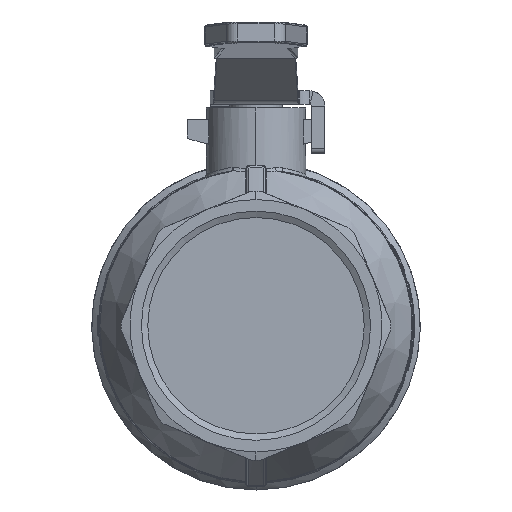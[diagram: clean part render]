
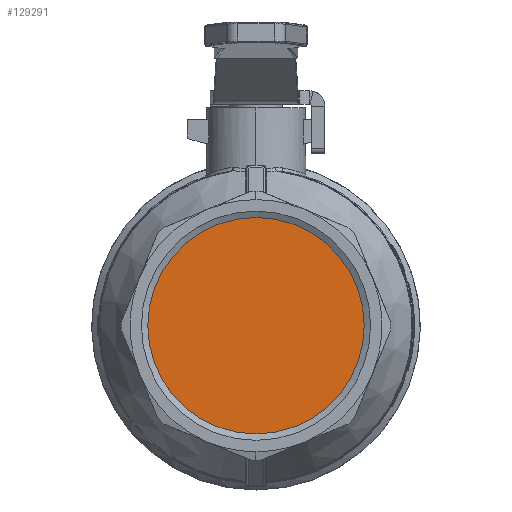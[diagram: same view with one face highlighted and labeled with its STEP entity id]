
A CAD part, left-side view. The second image highlights one B-rep face of the part: STEP entity #129291.
In plain terms, the highlighted planar face has unit normal (-1, 0, 0).
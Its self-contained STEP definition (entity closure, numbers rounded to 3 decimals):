
#23664=CARTESIAN_POINT('',(-35.,-0.,28.328));
#23665=VERTEX_POINT('',#23664);
#23674=CARTESIAN_POINT('',(-35.,-0.,-28.328));
#23675=VERTEX_POINT('',#23674);
#23676=CARTESIAN_POINT('',(-35.,0.,0.));
#23677=DIRECTION('',(-1.,-0.,-0.));
#23678=DIRECTION('',(0.,0.,-1.));
#23679=AXIS2_PLACEMENT_3D('',#23676,#23677,#23678);
#23680=CIRCLE('',#23679,28.328);
#23681=EDGE_CURVE('',#23675,#23665,#23680,.T.);
#23683=CARTESIAN_POINT('',(-35.,0.,0.));
#23684=DIRECTION('',(-1.,-0.,-0.));
#23685=DIRECTION('',(0.,0.,-1.));
#23686=AXIS2_PLACEMENT_3D('',#23683,#23684,#23685);
#23687=CIRCLE('',#23686,28.328);
#23688=EDGE_CURVE('',#23665,#23675,#23687,.T.);
#129282=CARTESIAN_POINT('',(-35.,28.328,0.));
#129283=DIRECTION('',(1.,0.,0.));
#129284=DIRECTION('',(0.,1.,0.));
#129285=AXIS2_PLACEMENT_3D('',#129282,#129283,#129284);
#129286=PLANE('',#129285);
#129287=ORIENTED_EDGE('',*,*,#23681,.T.);
#129288=ORIENTED_EDGE('',*,*,#23688,.T.);
#129289=EDGE_LOOP('',(#129287,#129288));
#129290=FACE_BOUND('',#129289,.T.);
#129291=ADVANCED_FACE('',(#129290),#129286,.F.);
